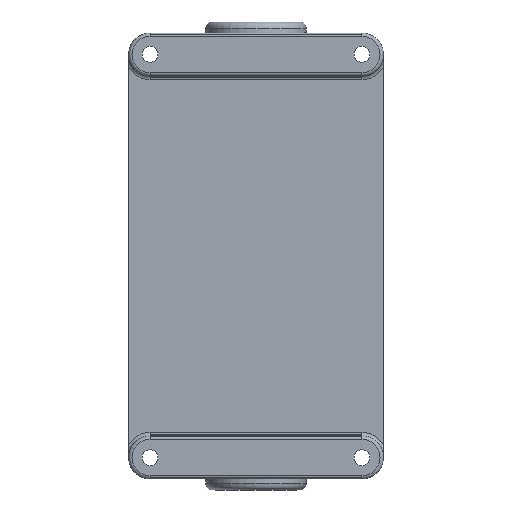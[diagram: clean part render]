
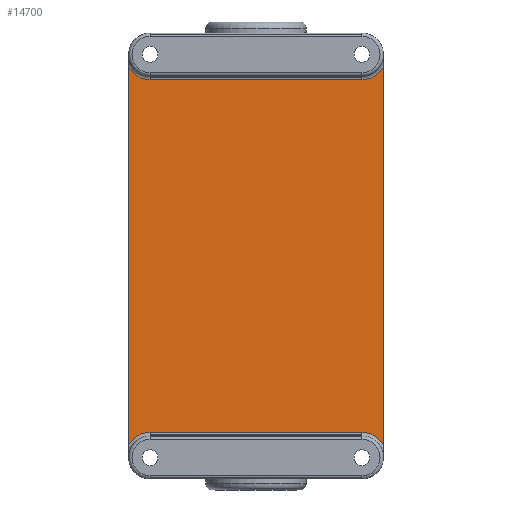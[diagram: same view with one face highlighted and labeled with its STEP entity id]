
A CAD part, front view. The second image highlights one B-rep face of the part: STEP entity #14700.
In plain terms, the highlighted planar face has unit normal (0, -1, 0).
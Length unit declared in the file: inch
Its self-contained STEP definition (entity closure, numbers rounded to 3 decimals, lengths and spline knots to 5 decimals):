
#16 = DIRECTION ( 'NONE',  ( 1., 0., 0. ) ) ;
#21 = CARTESIAN_POINT ( 'NONE',  ( 2.25, 0.12, 0. ) ) ;
#186 = DIRECTION ( 'NONE',  ( -0.707, 0., -0.707 ) ) ;
#208 = DIRECTION ( 'NONE',  ( 0., 0., 1. ) ) ;
#244 = LINE ( 'NONE', #21, #5500 ) ;
#372 = AXIS2_PLACEMENT_3D ( 'NONE', #4445, #6557, #2080 ) ;
#580 = ORIENTED_EDGE ( 'NONE', *, *, #3757, .F. ) ;
#1103 = VERTEX_POINT ( 'NONE', #13811 ) ;
#1251 = ORIENTED_EDGE ( 'NONE', *, *, #2386, .F. ) ;
#1343 = EDGE_CURVE ( 'NONE', #11282, #4156, #244, .T. ) ;
#1535 = ORIENTED_EDGE ( 'NONE', *, *, #2963, .F. ) ;
#1633 = CIRCLE ( 'NONE', #372, 0.44 ) ;
#1724 = LINE ( 'NONE', #6839, #4988 ) ;
#2080 = DIRECTION ( 'NONE',  ( -0.707, 0., 0.707 ) ) ;
#2299 = CARTESIAN_POINT ( 'NONE',  ( -0.935, 0.12, 3.115 ) ) ;
#2386 = EDGE_CURVE ( 'NONE', #1103, #10473, #4869, .T. ) ;
#2445 = VERTEX_POINT ( 'NONE', #11361 ) ;
#2453 = CARTESIAN_POINT ( 'NONE',  ( 0., 0.12, 0. ) ) ;
#2510 = CARTESIAN_POINT ( 'NONE',  ( -2.25, 0.12, 0. ) ) ;
#2556 = VECTOR ( 'NONE', #16, 39.37008 ) ;
#2923 = CARTESIAN_POINT ( 'NONE',  ( 1.87, 0.12, -3.555 ) ) ;
#2963 = EDGE_CURVE ( 'NONE', #10473, #7916, #13047, .T. ) ;
#3083 = DIRECTION ( 'NONE',  ( -1., 0., 0. ) ) ;
#3298 = VECTOR ( 'NONE', #208, 39.37008 ) ;
#3757 = EDGE_CURVE ( 'NONE', #7916, #12401, #12978, .T. ) ;
#3861 = CARTESIAN_POINT ( 'NONE',  ( 1.87, 0.12, 3.115 ) ) ;
#4052 = EDGE_CURVE ( 'NONE', #2445, #6462, #1724, .T. ) ;
#4108 = CARTESIAN_POINT ( 'NONE',  ( -1.87, 0.12, -3.115 ) ) ;
#4156 = VERTEX_POINT ( 'NONE', #9573 ) ;
#4250 = AXIS2_PLACEMENT_3D ( 'NONE', #2453, #7162, #8332 ) ;
#4445 = CARTESIAN_POINT ( 'NONE',  ( -1.87, 0.12, -3.555 ) ) ;
#4803 = ORIENTED_EDGE ( 'NONE', *, *, #1343, .F. ) ;
#4832 = CARTESIAN_POINT ( 'NONE',  ( -1.87, 0.12, 3.115 ) ) ;
#4869 = LINE ( 'NONE', #2510, #3298 ) ;
#4917 = ORIENTED_EDGE ( 'NONE', *, *, #13292, .F. ) ;
#4957 = PLANE ( 'NONE',  #4250 ) ;
#4988 = VECTOR ( 'NONE', #3083, 39.37008 ) ;
#5079 = EDGE_LOOP ( 'NONE', ( #10170, #13190, #5913, #4803, #4917, #580, #1535, #1251 ) ) ;
#5486 = AXIS2_PLACEMENT_3D ( 'NONE', #11366, #11441, #10180 ) ;
#5500 = VECTOR ( 'NONE', #6003, 39.37008 ) ;
#5913 = ORIENTED_EDGE ( 'NONE', *, *, #6463, .F. ) ;
#6003 = DIRECTION ( 'NONE',  ( 0., 0., -1. ) ) ;
#6244 = DIRECTION ( 'NONE',  ( 0., -1., 0. ) ) ;
#6462 = VERTEX_POINT ( 'NONE', #4108 ) ;
#6463 = EDGE_CURVE ( 'NONE', #4156, #2445, #9032, .T. ) ;
#6557 = DIRECTION ( 'NONE',  ( 0., -1., 0. ) ) ;
#6839 = CARTESIAN_POINT ( 'NONE',  ( 0.935, 0.12, -3.115 ) ) ;
#7162 = DIRECTION ( 'NONE',  ( 0., -1., 0. ) ) ;
#7916 = VERTEX_POINT ( 'NONE', #4832 ) ;
#8332 = DIRECTION ( 'NONE',  ( -1., 0., 0. ) ) ;
#8995 = EDGE_CURVE ( 'NONE', #6462, #1103, #1633, .T. ) ;
#9032 = CIRCLE ( 'NONE', #12825, 0.44 ) ;
#9131 = CARTESIAN_POINT ( 'NONE',  ( -2.25, 0.12, 3.33319 ) ) ;
#9323 = CARTESIAN_POINT ( 'NONE',  ( 2.25, 0.12, 3.33319 ) ) ;
#9573 = CARTESIAN_POINT ( 'NONE',  ( 2.25, 0.12, -3.33319 ) ) ;
#10170 = ORIENTED_EDGE ( 'NONE', *, *, #8995, .F. ) ;
#10180 = DIRECTION ( 'NONE',  ( 0.707, 0., -0.707 ) ) ;
#10473 = VERTEX_POINT ( 'NONE', #9131 ) ;
#10769 = FACE_OUTER_BOUND ( 'NONE', #5079, .T. ) ;
#10948 = CARTESIAN_POINT ( 'NONE',  ( -1.87, 0.12, 3.555 ) ) ;
#11282 = VERTEX_POINT ( 'NONE', #9323 ) ;
#11361 = CARTESIAN_POINT ( 'NONE',  ( 1.87, 0.12, -3.115 ) ) ;
#11366 = CARTESIAN_POINT ( 'NONE',  ( 1.87, 0.12, 3.555 ) ) ;
#11441 = DIRECTION ( 'NONE',  ( 0., -1., 0. ) ) ;
#12255 = CIRCLE ( 'NONE', #5486, 0.44 ) ;
#12336 = DIRECTION ( 'NONE',  ( 0., -1., 0. ) ) ;
#12401 = VERTEX_POINT ( 'NONE', #3861 ) ;
#12490 = DIRECTION ( 'NONE',  ( 0.707, 0., 0.707 ) ) ;
#12825 = AXIS2_PLACEMENT_3D ( 'NONE', #2923, #12336, #12490 ) ;
#12978 = LINE ( 'NONE', #2299, #2556 ) ;
#13047 = CIRCLE ( 'NONE', #15278, 0.44 ) ;
#13190 = ORIENTED_EDGE ( 'NONE', *, *, #4052, .F. ) ;
#13292 = EDGE_CURVE ( 'NONE', #12401, #11282, #12255, .T. ) ;
#13811 = CARTESIAN_POINT ( 'NONE',  ( -2.25, 0.12, -3.33319 ) ) ;
#14700 = ADVANCED_FACE ( 'NONE', ( #10769 ), #4957, .T. ) ;
#15278 = AXIS2_PLACEMENT_3D ( 'NONE', #10948, #6244, #186 ) ;
